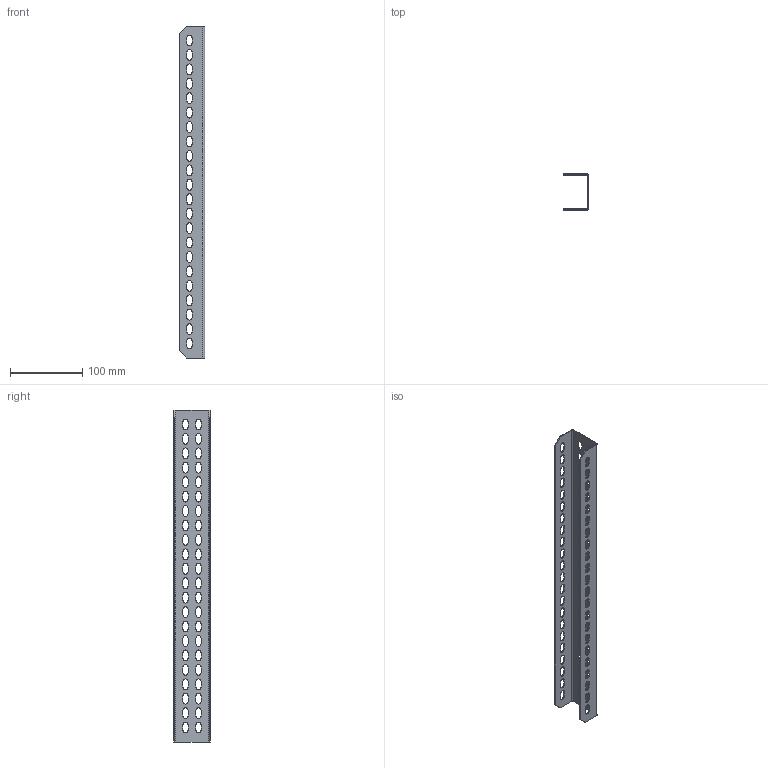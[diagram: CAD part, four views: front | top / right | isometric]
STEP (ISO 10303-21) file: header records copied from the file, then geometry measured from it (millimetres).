
FILE_DESCRIPTION (( 'STEP AP214' ), '1' );
FILE_NAME ('mb-15-rp-60 Ðåéêà ïîïåðå÷íàÿ äëÿ ÂÐÓ Unit ãëóáèíîé 600ìì.STEP', '2020-02-14T07:04:33', ( '' ), ( '' ), 'SwSTEP 2.0', 'SolidWorks 2019', '' );
FILE_SCHEMA (( 'AUTOMOTIVE_DESIGN' ));
Length unit declared in the file: millimetre
Products named in the file (2): mb-15-rp-60 Ðåéêà ïîïåðå÷íàÿ äëÿ ÂÐÓ Unit ãëóáèíîé 600ìì; ÃÌÐÔ.015.10.00.01 Ðåéêà ïîïåðå÷íàÿ_00
Assembly tree (1 placements, depth 2):
  mb-15-rp-60 Ðåéêà ïîïåðå÷íàÿ äëÿ ÂÐÓ Unit ãëóáèíîé 600ìì
    ÃÌÐÔ.015.10.00.01 Ðåéêà ïîïåðå÷íàÿ_00
Bounding box: 35 x 50 x 460 mm (x, y, z)
Volume: 53797.3 mm3; surface area: 95028.3 mm2
Topology: 1 solids, 1 shells, 422 faces, 1244 edges, 824 vertices
Faces by surface type: cylinder 224, plane 198
Entity records: 14606 total; most frequent: DIRECTION 2544, CARTESIAN_POINT 2494, ORIENTED_EDGE 2488, EDGE_CURVE 1244, AXIS2_PLACEMENT_3D 874, VERTEX_POINT 824, VECTOR 796, LINE 796
